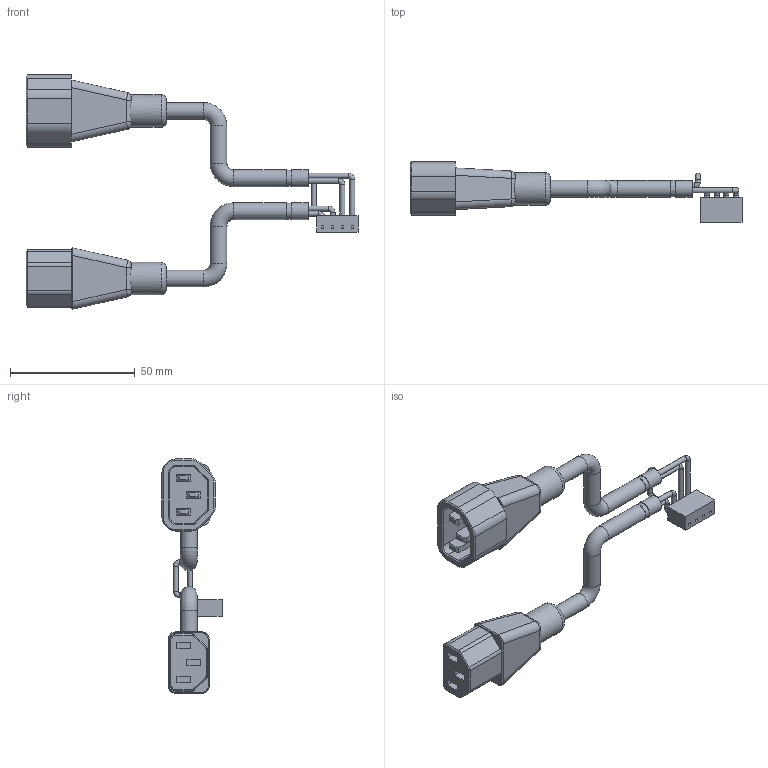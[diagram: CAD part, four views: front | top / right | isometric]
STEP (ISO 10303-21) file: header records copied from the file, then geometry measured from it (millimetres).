
FILE_DESCRIPTION(/* description */ (''),/* implementation_level */ '2;1');
FILE_NAME(/* name */ 'power_wire.step',/* time_stamp */ '2021-10-20T00:00:00+03:00',/* author */ (''),/* organization */ (''),/* preprocessor_version */ 'ST-DEVELOPER v18.1',/* originating_system */ 'Autodesk Translation Framework v10.10.0.1391',/* authorisation */ '');
FILE_SCHEMA (('AUTOMOTIVE_DESIGN { 1 0 10303 214 3 1 1 }'));
Length unit declared in the file: millimetre
Products named in the file (1): Power_wire
Bounding box: 133.11 x 24.2 x 93.99 mm (x, y, z)
Volume: 34440.5 mm3; surface area: 21960.2 mm2
Topology: 11 solids, 11 shells, 354 faces, 829 edges, 513 vertices
Faces by surface type: plane 169, cylinder 97, torus 42, cone 26, bspline 20
Full cylindrical faces by diameter (mm): 2 x33, 6.3 x2, 6.7 x8, 13 x2
Entity records: 10589 total; most frequent: CARTESIAN_POINT 2277, DIRECTION 1780, ORIENTED_EDGE 1658, EDGE_CURVE 829, AXIS2_PLACEMENT_3D 650, VERTEX_POINT 513, LINE 480, VECTOR 480
